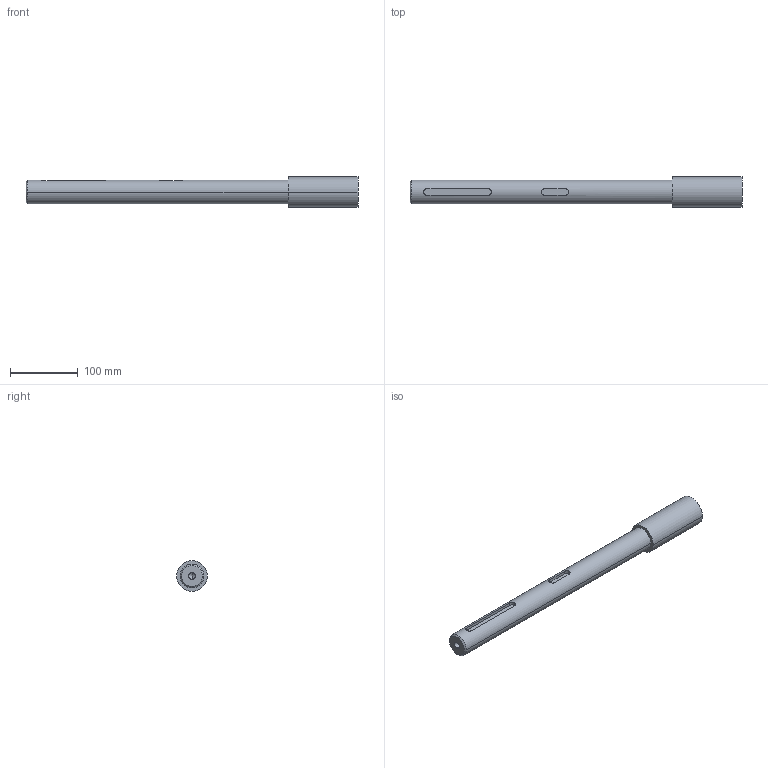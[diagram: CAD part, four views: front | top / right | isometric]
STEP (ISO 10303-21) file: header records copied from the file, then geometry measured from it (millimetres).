
FILE_DESCRIPTION (( 'STEP AP214' ), '1' );
FILE_NAME ('100451.A.Axe.STEP', '2020-03-26T17:35:46', ( '' ), ( '' ), 'SwSTEP 2.0', 'SolidWorks 2015', '' );
FILE_SCHEMA (( 'AUTOMOTIVE_DESIGN' ));
Length unit declared in the file: millimetre
Products named in the file (1): 100451.A.Axe
Bounding box: 490 x 45 x 45 mm (x, y, z)
Volume: 527652.9 mm3; surface area: 62153.2 mm2
Topology: 1 solids, 1 shells, 25 faces, 56 edges, 35 vertices
Faces by surface type: cylinder 12, plane 9, cone 4
Entity records: 878 total; most frequent: CARTESIAN_POINT 265, DIRECTION 120, ORIENTED_EDGE 108, EDGE_CURVE 54, AXIS2_PLACEMENT_3D 46, VERTEX_POINT 35, EDGE_LOOP 29, VECTOR 28
